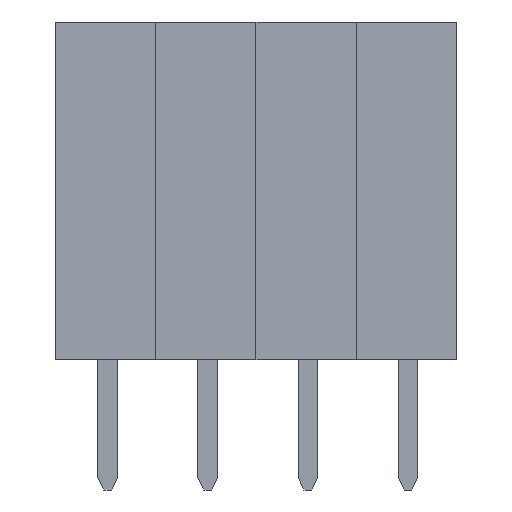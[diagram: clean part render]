
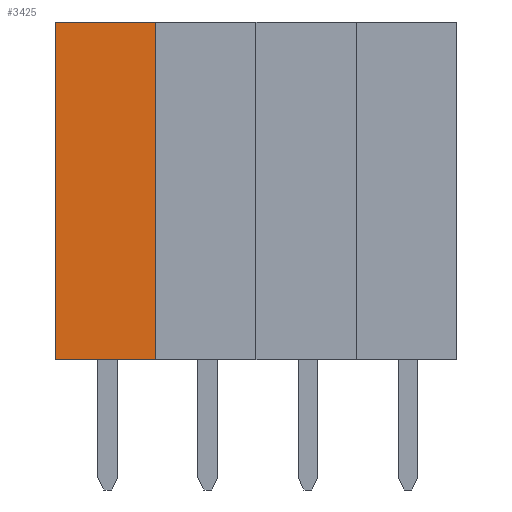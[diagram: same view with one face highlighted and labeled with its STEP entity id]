
A CAD part, front view. The second image highlights one B-rep face of the part: STEP entity #3425.
In plain terms, the highlighted planar face has unit normal (0, -1, 0).
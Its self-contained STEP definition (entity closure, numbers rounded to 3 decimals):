
#117=FACE_OUTER_BOUND('',#307,.T.);
#307=EDGE_LOOP('',(#2327,#2328,#2329,#2330));
#564=LINE('',#4905,#1008);
#565=LINE('',#4907,#1009);
#566=LINE('',#4909,#1010);
#567=LINE('',#4910,#1011);
#1008=VECTOR('',#3997,10.);
#1009=VECTOR('',#3998,1000.);
#1010=VECTOR('',#3999,10.);
#1011=VECTOR('',#4000,1000.);
#1427=VERTEX_POINT('',#4903);
#1428=VERTEX_POINT('',#4904);
#1429=VERTEX_POINT('',#4906);
#1430=VERTEX_POINT('',#4908);
#1772=EDGE_CURVE('',#1427,#1428,#564,.T.);
#1773=EDGE_CURVE('',#1428,#1429,#565,.T.);
#1774=EDGE_CURVE('',#1429,#1430,#566,.T.);
#1775=EDGE_CURVE('',#1430,#1427,#567,.T.);
#2327=ORIENTED_EDGE('',*,*,#1772,.T.);
#2328=ORIENTED_EDGE('',*,*,#1773,.T.);
#2329=ORIENTED_EDGE('',*,*,#1774,.T.);
#2330=ORIENTED_EDGE('',*,*,#1775,.T.);
#3135=PLANE('',#3638);
#3425=ADVANCED_FACE('',(#117),#3135,.T.);
#3638=AXIS2_PLACEMENT_3D('',#4902,#3995,#3996);
#3995=DIRECTION('center_axis',(0.,-1.,0.));
#3996=DIRECTION('ref_axis',(1.,0.,0.));
#3997=DIRECTION('',(0.,0.,-1.));
#3998=DIRECTION('',(1.,0.,0.));
#3999=DIRECTION('',(0.,0.,1.));
#4000=DIRECTION('',(-1.,0.,0.));
#4902=CARTESIAN_POINT('Origin',(-11.77,-1.238,4.288));
#4903=CARTESIAN_POINT('',(-1.317,-1.238,8.575));
#4904=CARTESIAN_POINT('',(-1.317,-1.238,0.));
#4905=CARTESIAN_POINT('',(-1.317,-1.238,2.144));
#4906=CARTESIAN_POINT('',(1.223,-1.238,0.));
#4907=CARTESIAN_POINT('',(1.23,-1.238,0.));
#4908=CARTESIAN_POINT('',(1.223,-1.238,8.575));
#4909=CARTESIAN_POINT('',(1.223,-1.238,2.144));
#4910=CARTESIAN_POINT('',(1.23,-1.238,8.575));
